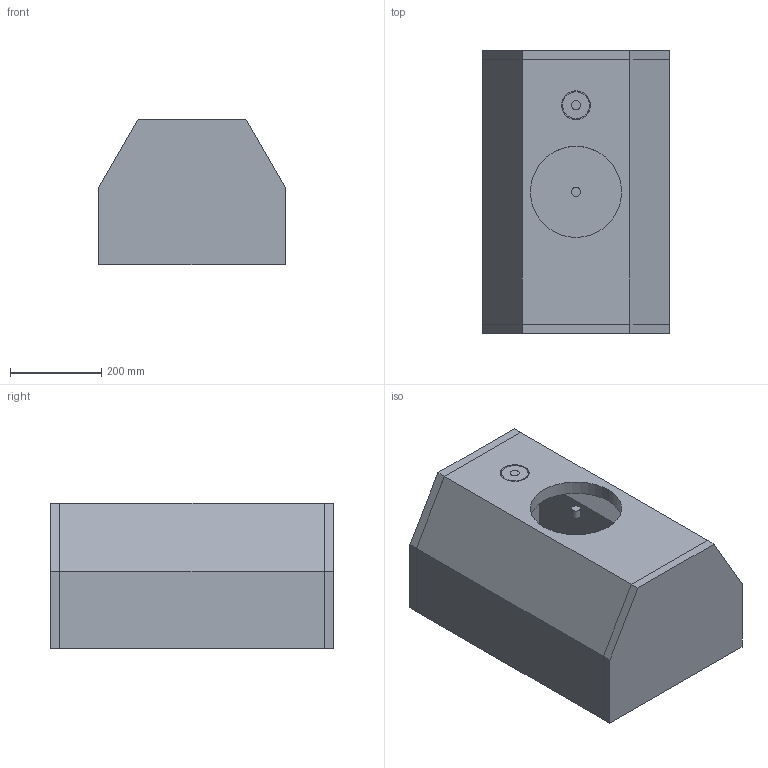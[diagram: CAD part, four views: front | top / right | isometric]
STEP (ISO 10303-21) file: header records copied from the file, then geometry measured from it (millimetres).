
FILE_DESCRIPTION (( 'STEP AP214' ), '1' );
FILE_NAME ('woofer_solidw.STEP', '2015-11-27T21:31:05', ( '' ), ( '' ), 'SwSTEP 2.0', 'SolidWorks 2014', '' );
FILE_SCHEMA (( 'AUTOMOTIVE_DESIGN' ));
Length unit declared in the file: millimetre
Products named in the file (6): tube; Pièce4^woofer_solidw; socle; devant_tot; back; woofer_solidw
Assembly tree (5 placements, depth 2):
  Pièce4^woofer_solidw
  woofer_solidw
    back
    devant_tot
    socle  x2
    tube
Bounding box: 410 x 620 x 320 mm (x, y, z)
Volume: 25206393.6 mm3; surface area: 2123980.4 mm2
Topology: 7 solids, 8 shells, 80 faces, 180 edges, 120 vertices
Faces by surface type: plane 64, cylinder 16
Entity records: 1965 total; most frequent: DIRECTION 312, CARTESIAN_POINT 301, ORIENTED_EDGE 276, EDGE_CURVE 138, LINE 106, VECTOR 106, AXIS2_PLACEMENT_3D 103, VERTEX_POINT 92
